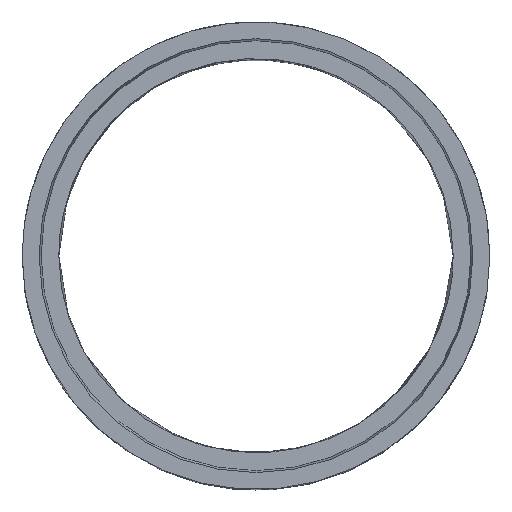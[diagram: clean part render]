
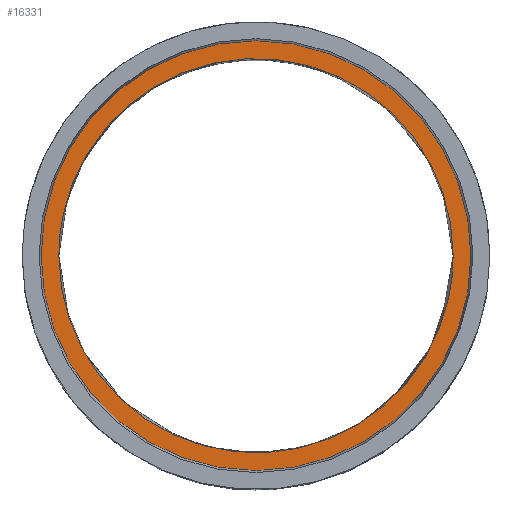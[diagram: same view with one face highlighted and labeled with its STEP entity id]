
A CAD part, top view. The second image highlights one B-rep face of the part: STEP entity #16331.
In plain terms, the highlighted planar face has unit normal (0, 0, 1).
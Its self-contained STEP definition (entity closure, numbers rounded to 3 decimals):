
#212 = CARTESIAN_POINT ( 'NONE',  ( -132.604, -500., 1000. ) ) ;
#348 = CARTESIAN_POINT ( 'NONE',  ( 545., 0., 1000. ) ) ;
#589 = ORIENTED_EDGE ( 'NONE', *, *, #6603, .F. ) ;
#1235 = CARTESIAN_POINT ( 'NONE',  ( 132.604, 500., 1000. ) ) ;
#2460 = EDGE_CURVE ( 'NONE', #3634, #6999, #20689, .T. ) ;
#2641 = CARTESIAN_POINT ( 'NONE',  ( 0., 0., 1000. ) ) ;
#3147 = AXIS2_PLACEMENT_3D ( 'NONE', #2641, #4395, #19641 ) ;
#3536 = FACE_BOUND ( 'NONE', #6183, .T. ) ;
#3634 = VERTEX_POINT ( 'NONE', #7250 ) ;
#3646 = CARTESIAN_POINT ( 'NONE',  ( 500., 0., 1000. ) ) ;
#4395 = DIRECTION ( 'NONE',  ( 0., 0., 1. ) ) ;
#4404 = CARTESIAN_POINT ( 'NONE',  ( 496.611, 59.236, 1000. ) ) ;
#4913 = EDGE_LOOP ( 'NONE', ( #9048, #18564 ) ) ;
#4952 = CIRCLE ( 'NONE', #12618, 545. ) ;
#4965 = CARTESIAN_POINT ( 'NONE',  ( 0., 0., 1000. ) ) ;
#5022 = CARTESIAN_POINT ( 'NONE',  ( -500., 0., 1000. ) ) ;
#5180 = FACE_OUTER_BOUND ( 'NONE', #4913, .T. ) ;
#6044 = CARTESIAN_POINT ( 'NONE',  ( 500., 0., 1000. ) ) ;
#6154 = CARTESIAN_POINT ( 'NONE',  ( -500., 132.604, 1000. ) ) ;
#6183 = EDGE_LOOP ( 'NONE', ( #11388, #589 ) ) ;
#6440 = CARTESIAN_POINT ( 'NONE',  ( 259.788, -447.319, 1000. ) ) ;
#6603 = EDGE_CURVE ( 'NONE', #6999, #3634, #7409, .T. ) ;
#6999 = VERTEX_POINT ( 'NONE', #7043 ) ;
#7043 = CARTESIAN_POINT ( 'NONE',  ( -500., 0., 1000. ) ) ;
#7250 = CARTESIAN_POINT ( 'NONE',  ( 500., 0., 1000. ) ) ;
#7409 = B_SPLINE_CURVE_WITH_KNOTS ( 'NONE', 3,
 ( #5022, #8293, #10043, #11456, #212, #14730, #6440, #19943, #15171, #8515, #21575, #13313, #16365, #13422 ),
 .UNSPECIFIED., .F., .F.,
 ( 4, 2, 2, 2, 1, 1, 1, 1, 4 ),
 ( 1.563, 1.954, 2.345, 2.735, 3.048, 3.067, 3.087, 3.107, 3.126 ),
 .UNSPECIFIED. ) ;
#7685 = CARTESIAN_POINT ( 'NONE',  ( 428.566, 278.541, 1000. ) ) ;
#7903 = CARTESIAN_POINT ( 'NONE',  ( -132.604, 500., 1000. ) ) ;
#8293 = CARTESIAN_POINT ( 'NONE',  ( -500., -132.604, 1000. ) ) ;
#8395 = CIRCLE ( 'NONE', #3147, 545. ) ;
#8515 = CARTESIAN_POINT ( 'NONE',  ( 496.611, -59.236, 1000. ) ) ;
#8784 = DIRECTION ( 'NONE',  ( -1., 0., 0. ) ) ;
#9048 = ORIENTED_EDGE ( 'NONE', *, *, #11334, .T. ) ;
#9543 = CARTESIAN_POINT ( 'NONE',  ( 500., 6.63, 1000. ) ) ;
#10043 = CARTESIAN_POINT ( 'NONE',  ( -447.319, -259.788, 1000. ) ) ;
#11061 = CARTESIAN_POINT ( 'NONE',  ( -447.319, 259.788, 1000. ) ) ;
#11275 = CARTESIAN_POINT ( 'NONE',  ( 499.737, 19.864, 1000. ) ) ;
#11334 = EDGE_CURVE ( 'NONE', #16901, #14175, #4952, .T. ) ;
#11388 = ORIENTED_EDGE ( 'NONE', *, *, #2460, .F. ) ;
#11456 = CARTESIAN_POINT ( 'NONE',  ( -259.788, -447.319, 1000. ) ) ;
#11546 = CARTESIAN_POINT ( 'NONE',  ( -545., 0., 1000. ) ) ;
#12618 = AXIS2_PLACEMENT_3D ( 'NONE', #4965, #13364, #15002 ) ;
#13313 = CARTESIAN_POINT ( 'NONE',  ( 499.737, -19.864, 1000. ) ) ;
#13364 = DIRECTION ( 'NONE',  ( 0., 0., 1. ) ) ;
#13422 = CARTESIAN_POINT ( 'NONE',  ( 500., 0., 1000. ) ) ;
#14175 = VERTEX_POINT ( 'NONE', #11546 ) ;
#14316 = AXIS2_PLACEMENT_3D ( 'NONE', #3646, #18790, #8784 ) ;
#14339 = CARTESIAN_POINT ( 'NONE',  ( -259.788, 447.319, 1000. ) ) ;
#14447 = CARTESIAN_POINT ( 'NONE',  ( 498.56, 39.611, 1000. ) ) ;
#14730 = CARTESIAN_POINT ( 'NONE',  ( 132.604, -500., 1000. ) ) ;
#15002 = DIRECTION ( 'NONE',  ( 1., 0., 0. ) ) ;
#15171 = CARTESIAN_POINT ( 'NONE',  ( 480.329, -176.116, 1000. ) ) ;
#16331 = ADVANCED_FACE ( 'NONE', ( #5180, #3536 ), #18577, .F. ) ;
#16365 = CARTESIAN_POINT ( 'NONE',  ( 500., -6.63, 1000. ) ) ;
#16901 = VERTEX_POINT ( 'NONE', #348 ) ;
#18017 = CARTESIAN_POINT ( 'NONE',  ( 480.329, 176.116, 1000. ) ) ;
#18373 = EDGE_CURVE ( 'NONE', #14175, #16901, #8395, .T. ) ;
#18564 = ORIENTED_EDGE ( 'NONE', *, *, #18373, .T. ) ;
#18577 = PLANE ( 'NONE',  #14316 ) ;
#18790 = DIRECTION ( 'NONE',  ( 0., 0., -1. ) ) ;
#19641 = DIRECTION ( 'NONE',  ( 1., 0., 0. ) ) ;
#19943 = CARTESIAN_POINT ( 'NONE',  ( 428.566, -278.541, 1000. ) ) ;
#20689 = B_SPLINE_CURVE_WITH_KNOTS ( 'NONE', 3,
 ( #6044, #9543, #11275, #14447, #4404, #18017, #7685, #21073, #1235, #7903, #14339, #11061, #6154, #21180 ),
 .UNSPECIFIED., .F., .F.,
 ( 4, 1, 1, 1, 1, 2, 2, 2, 4 ),
 ( 0., 0.02, 0.039, 0.059, 0.078, 0.391, 0.782, 1.172, 1.563 ),
 .UNSPECIFIED. ) ;
#21073 = CARTESIAN_POINT ( 'NONE',  ( 259.788, 447.319, 1000. ) ) ;
#21180 = CARTESIAN_POINT ( 'NONE',  ( -500., 0., 1000. ) ) ;
#21575 = CARTESIAN_POINT ( 'NONE',  ( 498.56, -39.611, 1000. ) ) ;
